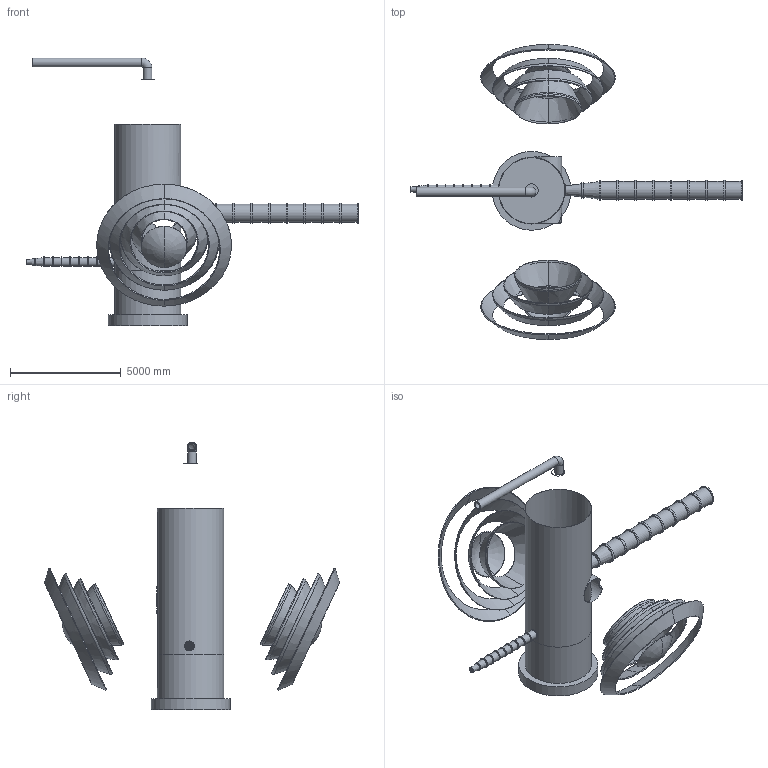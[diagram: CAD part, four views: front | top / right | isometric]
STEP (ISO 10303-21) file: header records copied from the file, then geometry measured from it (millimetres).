
FILE_DESCRIPTION(/* description */ (''),/* implementation_level */ '2;1');
FILE_NAME(/* name */ 'Factory Design - Electrolysis Chamber.step',/* time_stamp */ '2022-05-16T22:42:45+05:00',/* author */ (''),/* organization */ (''),/* preprocessor_version */ 'ST-DEVELOPER v18.1',/* originating_system */ 'Autodesk Translation Framework v10.14.0.1471',/* authorisation */ '');
FILE_SCHEMA (('AUTOMOTIVE_DESIGN { 1 0 10303 214 3 1 1 }'));
Length unit declared in the file: metre
Products named in the file (1): (Unsaved)
Bounding box: 14975 x 13314.97 x 12086.72 mm (x, y, z)
Volume: 22836445312.8 mm3; surface area: 447970802 mm2
Topology: 15 solids, 15 shells, 238 faces, 445 edges, 256 vertices
Faces by surface type: bspline 112, cylinder 56, plane 53, cone 11, torus 6
Full cylindrical faces by diameter (mm): 250 x1, 300 x3, 349.636 x1, 400 x10, 450 x9, 500 x1, 600 x1, 699.271 x1, 800 x8, 900 x9, 1184 x2, 1200 x1, 1204 x1, 2984 x1, 3000 x2, 3555.66 x1, 4000 x2, 4999.844 x2
Entity records: 16875 total; most frequent: CARTESIAN_POINT 12586, ORIENTED_EDGE 874, DIRECTION 695, EDGE_CURVE 437, EDGE_LOOP 293, AXIS2_PLACEMENT_3D 283, VERTEX_POINT 256, FACE_OUTER_BOUND 238
